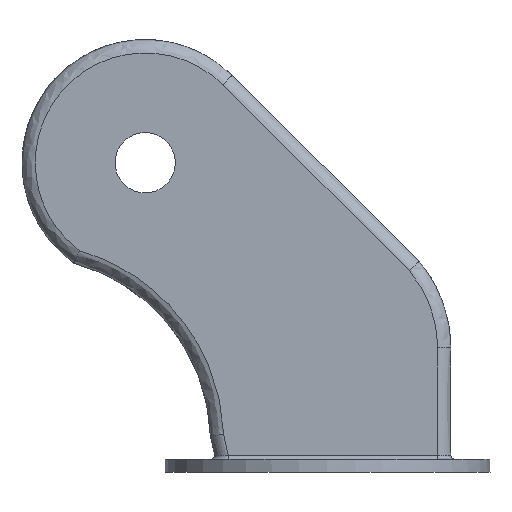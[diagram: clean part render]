
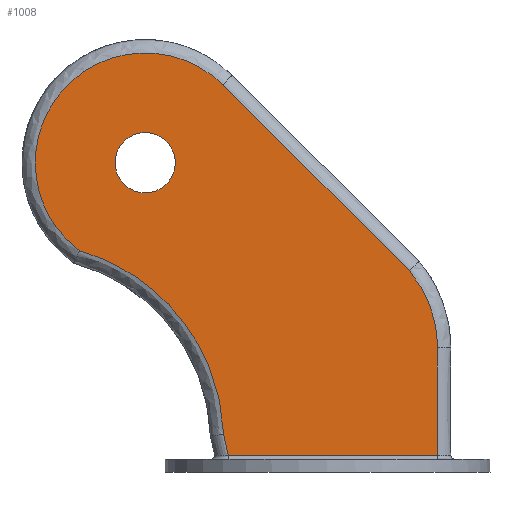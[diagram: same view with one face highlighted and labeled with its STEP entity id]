
A CAD part, front view. The second image highlights one B-rep face of the part: STEP entity #1008.
In plain terms, the highlighted planar face has unit normal (0, -1, 0).
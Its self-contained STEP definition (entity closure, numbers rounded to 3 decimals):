
#23=FACE_BOUND('',#355,.T.);
#50=PLANE('',#1130);
#83=LINE('',#1671,#137);
#137=VECTOR('',#1278,10.);
#211=B_SPLINE_CURVE_WITH_KNOTS('',3,(#1911,#1912,#1913,#1914),
 .UNSPECIFIED.,.F.,.F.,(4,4),(2.521,5.742),
 .UNSPECIFIED.);
#218=B_SPLINE_CURVE_WITH_KNOTS('',3,(#2317,#2318,#2319,#2320),
 .UNSPECIFIED.,.F.,.F.,(4,4),(-0.693,-0.036),
 .UNSPECIFIED.);
#221=B_SPLINE_CURVE_WITH_KNOTS('',3,(#2477,#2478,#2479,#2480,#2481,#2482,
#2483,#2484,#2485,#2486,#2487,#2488,#2489,#2490,#2491),.UNSPECIFIED.,.F.,
 .F.,(4,1,1,1,1,1,1,1,1,1,1,1,4),(0.067,1.158,1.544,
2.316,3.088,3.409,3.602,4.632,
6.176,7.72,9.263,9.649,10.807),
 .UNSPECIFIED.);
#226=B_SPLINE_CURVE_WITH_KNOTS('',3,(#2594,#2595,#2596,#2597,#2598,#2599),
 .UNSPECIFIED.,.F.,.F.,(4,1,1,4),(10.807,13.06,15.313,
18.674),.UNSPECIFIED.);
#228=B_SPLINE_CURVE_WITH_KNOTS('',3,(#2677,#2678,#2679,#2680,#2681,#2682,
#2683),.UNSPECIFIED.,.F.,.F.,(4,1,1,1,4),(-7.515,-5.394,
-3.237,-2.158,-0.075),.UNSPECIFIED.);
#230=B_SPLINE_CURVE_WITH_KNOTS('',3,(#2736,#2737,#2738,#2739,#2740),
 .UNSPECIFIED.,.F.,.F.,(4,1,4),(0.016,1.08,2.521),
 .UNSPECIFIED.);
#282=FACE_OUTER_BOUND('',#354,.T.);
#354=EDGE_LOOP('',(#861,#862,#863,#864,#865,#866,#867));
#355=EDGE_LOOP('',(#868));
#423=CIRCLE('',#1131,9.);
#479=VERTEX_POINT('',#1668);
#480=VERTEX_POINT('',#1670);
#488=VERTEX_POINT('',#1901);
#504=VERTEX_POINT('',#2316);
#506=VERTEX_POINT('',#2475);
#507=VERTEX_POINT('',#2476);
#511=VERTEX_POINT('',#2593);
#512=VERTEX_POINT('',#2749);
#584=EDGE_CURVE('',#479,#480,#83,.T.);
#602=EDGE_CURVE('',#488,#479,#211,.T.);
#627=EDGE_CURVE('',#480,#504,#218,.T.);
#630=EDGE_CURVE('',#506,#507,#221,.T.);
#635=EDGE_CURVE('',#507,#511,#226,.T.);
#637=EDGE_CURVE('',#504,#506,#228,.T.);
#639=EDGE_CURVE('',#511,#488,#230,.T.);
#642=EDGE_CURVE('',#512,#512,#423,.T.);
#861=ORIENTED_EDGE('',*,*,#584,.F.);
#862=ORIENTED_EDGE('',*,*,#602,.F.);
#863=ORIENTED_EDGE('',*,*,#639,.F.);
#864=ORIENTED_EDGE('',*,*,#635,.F.);
#865=ORIENTED_EDGE('',*,*,#630,.F.);
#866=ORIENTED_EDGE('',*,*,#637,.F.);
#867=ORIENTED_EDGE('',*,*,#627,.F.);
#868=ORIENTED_EDGE('',*,*,#642,.F.);
#1008=ADVANCED_FACE('',(#282,#23),#50,.F.);
#1130=AXIS2_PLACEMENT_3D('',#2748,#1351,#1352);
#1131=AXIS2_PLACEMENT_3D('',#2750,#1353,#1354);
#1278=DIRECTION('',(-1.,0.,0.));
#1351=DIRECTION('center_axis',(0.,1.,0.));
#1352=DIRECTION('ref_axis',(1.,0.,0.));
#1353=DIRECTION('center_axis',(0.,-1.,0.));
#1354=DIRECTION('ref_axis',(1.,0.,0.));
#1668=CARTESIAN_POINT('',(32.795,4.,5.));
#1670=CARTESIAN_POINT('',(-29.657,4.,5.));
#1671=CARTESIAN_POINT('',(-13.625,4.,5.));
#1901=CARTESIAN_POINT('',(32.795,4.,37.213));
#1911=CARTESIAN_POINT('Ctrl Pts',(32.795,4.,37.213));
#1912=CARTESIAN_POINT('Ctrl Pts',(32.795,4.,26.473));
#1913=CARTESIAN_POINT('Ctrl Pts',(32.795,4.,15.738));
#1914=CARTESIAN_POINT('Ctrl Pts',(32.795,4.,5.));
#2316=CARTESIAN_POINT('',(-31.057,4.,11.417));
#2317=CARTESIAN_POINT('Ctrl Pts',(-29.657,4.,5.));
#2318=CARTESIAN_POINT('Ctrl Pts',(-30.124,4.,7.139));
#2319=CARTESIAN_POINT('Ctrl Pts',(-30.591,4.,9.278));
#2320=CARTESIAN_POINT('Ctrl Pts',(-31.057,4.,11.417));
#2475=CARTESIAN_POINT('',(-74.071,4.,66.196));
#2476=CARTESIAN_POINT('',(-31.368,4.,115.759));
#2477=CARTESIAN_POINT('Ctrl Pts',(-74.071,4.,66.196));
#2478=CARTESIAN_POINT('Ctrl Pts',(-77.014,4.,68.384));
#2479=CARTESIAN_POINT('Ctrl Pts',(-80.445,4.,71.97));
#2480=CARTESIAN_POINT('Ctrl Pts',(-84.318,4.,78.429));
#2481=CARTESIAN_POINT('Ctrl Pts',(-86.634,4.,84.563));
#2482=CARTESIAN_POINT('Ctrl Pts',(-87.406,4.,90.736));
#2483=CARTESIAN_POINT('Ctrl Pts',(-87.232,4.,95.054));
#2484=CARTESIAN_POINT('Ctrl Pts',(-86.609,4.,100.194));
#2485=CARTESIAN_POINT('Ctrl Pts',(-83.789,4.,109.115));
#2486=CARTESIAN_POINT('Ctrl Pts',(-74.661,4.,119.939));
#2487=CARTESIAN_POINT('Ctrl Pts',(-59.978,4.,126.11));
#2488=CARTESIAN_POINT('Ctrl Pts',(-48.068,4.,125.217));
#2489=CARTESIAN_POINT('Ctrl Pts',(-38.423,4.,121.473));
#2490=CARTESIAN_POINT('Ctrl Pts',(-34.109,4.,118.487));
#2491=CARTESIAN_POINT('Ctrl Pts',(-31.368,4.,115.759));
#2593=CARTESIAN_POINT('',(24.397,4.,60.271));
#2594=CARTESIAN_POINT('Ctrl Pts',(-31.368,4.,115.759));
#2595=CARTESIAN_POINT('Ctrl Pts',(-26.036,4.,110.454));
#2596=CARTESIAN_POINT('Ctrl Pts',(-15.403,4.,99.874));
#2597=CARTESIAN_POINT('Ctrl Pts',(3.192,4.,81.371));
#2598=CARTESIAN_POINT('Ctrl Pts',(16.452,4.,68.176));
#2599=CARTESIAN_POINT('Ctrl Pts',(24.397,4.,60.271));
#2677=CARTESIAN_POINT('Ctrl Pts',(-31.057,4.,11.417));
#2678=CARTESIAN_POINT('Ctrl Pts',(-31.329,4.,18.492));
#2679=CARTESIAN_POINT('Ctrl Pts',(-34.45,4.,32.639));
#2680=CARTESIAN_POINT('Ctrl Pts',(-44.372,4.,47.852));
#2681=CARTESIAN_POINT('Ctrl Pts',(-57.771,4.,59.599));
#2682=CARTESIAN_POINT('Ctrl Pts',(-67.383,4.,64.288));
#2683=CARTESIAN_POINT('Ctrl Pts',(-74.071,4.,66.196));
#2736=CARTESIAN_POINT('Ctrl Pts',(24.397,4.,60.271));
#2737=CARTESIAN_POINT('Ctrl Pts',(26.679,4.,57.554));
#2738=CARTESIAN_POINT('Ctrl Pts',(31.094,4.,50.36));
#2739=CARTESIAN_POINT('Ctrl Pts',(32.795,4.,42.015));
#2740=CARTESIAN_POINT('Ctrl Pts',(32.795,4.,37.213));
#2748=CARTESIAN_POINT('Origin',(-27.25,4.,66.654));
#2749=CARTESIAN_POINT('',(-63.5,4.,92.512));
#2750=CARTESIAN_POINT('Origin',(-54.5,4.,92.512));
